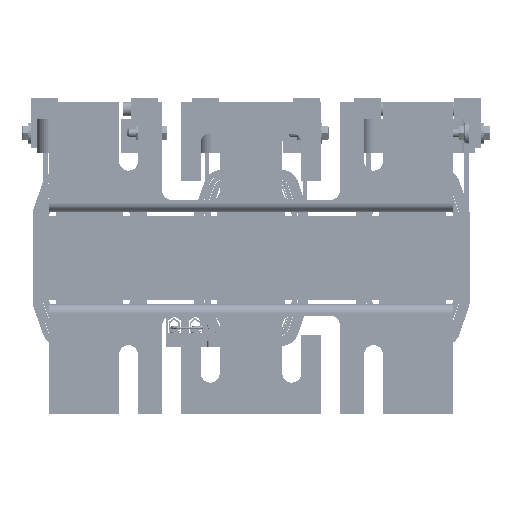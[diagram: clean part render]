
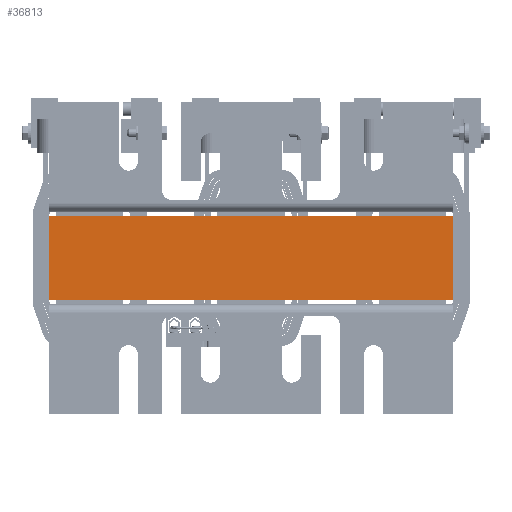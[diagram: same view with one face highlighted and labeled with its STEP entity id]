
A CAD part, front view. The second image highlights one B-rep face of the part: STEP entity #36813.
In plain terms, the highlighted face is planar.
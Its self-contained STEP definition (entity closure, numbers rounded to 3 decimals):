
#1915=PLANE('',#39680);
#2993=FACE_OUTER_BOUND('',#5058,.T.);
#5058=EDGE_LOOP('',(#24923,#24924,#24925,#24926));
#7293=LINE('',#52715,#10844);
#7298=LINE('',#52724,#10849);
#7302=LINE('',#52732,#10853);
#7303=LINE('',#52734,#10854);
#10844=VECTOR('',#42852,0.394);
#10849=VECTOR('',#42859,0.394);
#10853=VECTOR('',#42867,0.394);
#10854=VECTOR('',#42870,0.394);
#15585=VERTEX_POINT('',#52711);
#15587=VERTEX_POINT('',#52714);
#15589=VERTEX_POINT('',#52720);
#15592=VERTEX_POINT('',#52730);
#19293=EDGE_CURVE('',#15587,#15585,#7293,.T.);
#19298=EDGE_CURVE('',#15589,#15587,#7298,.T.);
#19302=EDGE_CURVE('',#15585,#15592,#7302,.T.);
#19303=EDGE_CURVE('',#15592,#15589,#7303,.T.);
#24923=ORIENTED_EDGE('',*,*,#19303,.T.);
#24924=ORIENTED_EDGE('',*,*,#19298,.T.);
#24925=ORIENTED_EDGE('',*,*,#19293,.T.);
#24926=ORIENTED_EDGE('',*,*,#19302,.T.);
#36813=ADVANCED_FACE('',(#2993),#1915,.T.);
#39680=AXIS2_PLACEMENT_3D('',#52733,#42868,#42869);
#42852=DIRECTION('',(-1.,0.,0.));
#42859=DIRECTION('',(0.,0.,-1.));
#42867=DIRECTION('',(0.,0.,1.));
#42868=DIRECTION('center_axis',(0.,1.,0.));
#42869=DIRECTION('ref_axis',(0.,0.,1.));
#42870=DIRECTION('',(1.,0.,0.));
#52711=CARTESIAN_POINT('',(0.003,2.403,-1.25));
#52714=CARTESIAN_POINT('',(12.003,2.403,-1.25));
#52715=CARTESIAN_POINT('',(0.003,2.403,-1.25));
#52720=CARTESIAN_POINT('',(12.003,2.403,1.25));
#52724=CARTESIAN_POINT('',(12.003,2.403,0.));
#52730=CARTESIAN_POINT('',(0.003,2.403,1.25));
#52732=CARTESIAN_POINT('',(0.003,2.403,0.));
#52733=CARTESIAN_POINT('Origin',(0.003,2.403,0.));
#52734=CARTESIAN_POINT('',(0.003,2.403,1.25));
